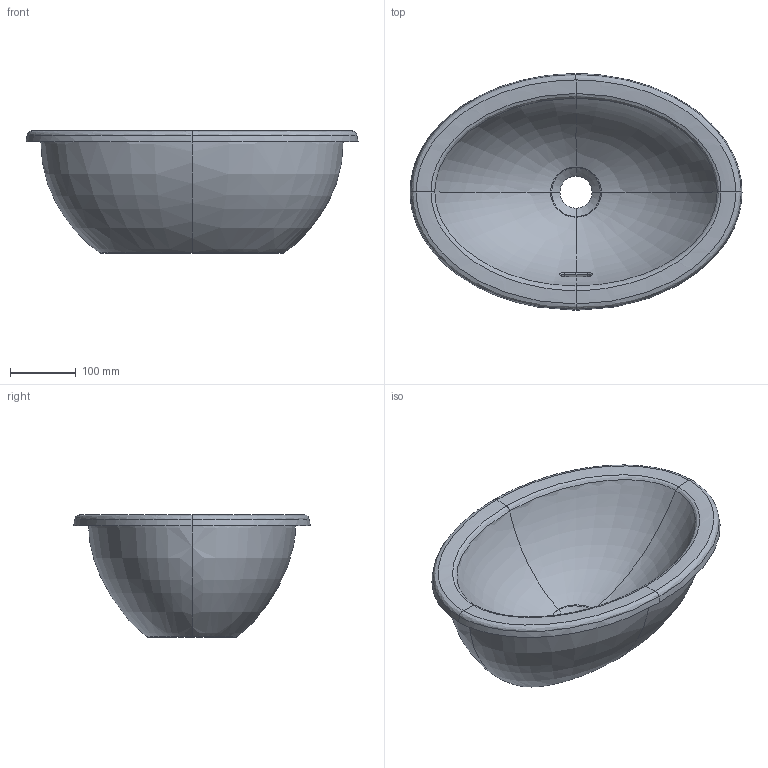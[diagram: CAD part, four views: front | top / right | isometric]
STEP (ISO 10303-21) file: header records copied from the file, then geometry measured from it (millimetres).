
FILE_DESCRIPTION(/* description */ (''),/* implementation_level */ '2;1');
FILE_NAME(/* name */ '4A6108_4A6100_4A6101_4A5300_4A5301.stp',/* time_stamp */ '2021-02-08T15:29:18+01:00',/* author */ (''),/* organization */ (''),/* preprocessor_version */ 'ST-DEVELOPER v16.7',/* originating_system */ 'SIEMENS PLM Software NX 1863',/* authorisation */ '');
FILE_SCHEMA (('AUTOMOTIVE_DESIGN { 1 0 10303 214 3 1 1 1 }'));
Length unit declared in the file: millimetre
Products named in the file (1): Sier0C2C7A157685
Bounding box: 505 x 360 x 186.06 mm (x, y, z)
Volume: 8531443.8 mm3; surface area: 488492.1 mm2
Topology: 1 solids, 1 shells, 78 faces, 163 edges, 85 vertices
Faces by surface type: bspline 62, plane 10, cone 4, cylinder 2
Entity records: 9840 total; most frequent: CARTESIAN_POINT 8650, ORIENTED_EDGE 326, EDGE_CURVE 163, B_SPLINE_CURVE_WITH_KNOTS 125, DIRECTION 90, VERTEX_POINT 85, ADVANCED_FACE 78, FACE_OUTER_BOUND 78
